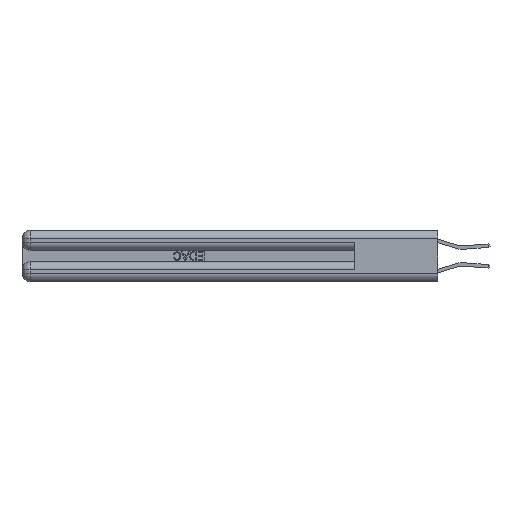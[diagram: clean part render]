
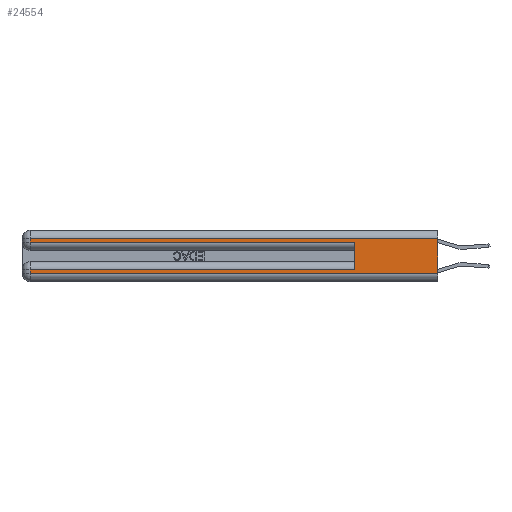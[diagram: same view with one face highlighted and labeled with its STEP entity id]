
A CAD part, left-side view. The second image highlights one B-rep face of the part: STEP entity #24554.
In plain terms, the highlighted planar face has unit normal (-1, 0, 0).
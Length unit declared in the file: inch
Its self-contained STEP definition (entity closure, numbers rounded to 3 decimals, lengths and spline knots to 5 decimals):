
#719 = EDGE_CURVE ( 'NONE', #9292, #6961, #23223, .T. ) ;
#779 = VERTEX_POINT ( 'NONE', #17321 ) ;
#866 = VERTEX_POINT ( 'NONE', #7082 ) ;
#1188 = EDGE_CURVE ( 'NONE', #866, #23110, #20451, .T. ) ;
#2246 = VECTOR ( 'NONE', #13579, 39.37008 ) ;
#2260 = CARTESIAN_POINT ( 'NONE',  ( 0., 0., 0.06 ) ) ;
#3479 = VECTOR ( 'NONE', #17204, 39.37008 ) ;
#3504 = DIRECTION ( 'NONE',  ( 0., 0., -1. ) ) ;
#4031 = DIRECTION ( 'NONE',  ( 0., 1., 0. ) ) ;
#4483 = LINE ( 'NONE', #12626, #19562 ) ;
#4789 = VECTOR ( 'NONE', #6376, 39.37008 ) ;
#5642 = CARTESIAN_POINT ( 'NONE',  ( 0., 2.94, 0.285 ) ) ;
#5756 = ORIENTED_EDGE ( 'NONE', *, *, #29726, .T. ) ;
#6162 = CARTESIAN_POINT ( 'NONE',  ( 0., 2.94, 0.37 ) ) ;
#6376 = DIRECTION ( 'NONE',  ( 0., 0., -1. ) ) ;
#6603 = DIRECTION ( 'NONE',  ( 0., 0., -1. ) ) ;
#6961 = VERTEX_POINT ( 'NONE', #12719 ) ;
#7082 = CARTESIAN_POINT ( 'NONE',  ( 0., 0., 0.31 ) ) ;
#7164 = AXIS2_PLACEMENT_3D ( 'NONE', #12646, #22492, #17837 ) ;
#7685 = ORIENTED_EDGE ( 'NONE', *, *, #22326, .T. ) ;
#9292 = VERTEX_POINT ( 'NONE', #24781 ) ;
#11818 = EDGE_CURVE ( 'NONE', #9292, #779, #17500, .T. ) ;
#12094 = LINE ( 'NONE', #25686, #27488 ) ;
#12330 = VERTEX_POINT ( 'NONE', #5642 ) ;
#12613 = ORIENTED_EDGE ( 'NONE', *, *, #1188, .T. ) ;
#12626 = CARTESIAN_POINT ( 'NONE',  ( 0., 0., 0.06 ) ) ;
#12646 = CARTESIAN_POINT ( 'NONE',  ( 0., 0., 0.37 ) ) ;
#12719 = CARTESIAN_POINT ( 'NONE',  ( 0., 0.6, 0.285 ) ) ;
#13540 = CARTESIAN_POINT ( 'NONE',  ( 0., 2.94, 0.37 ) ) ;
#13579 = DIRECTION ( 'NONE',  ( 0., 1., 0. ) ) ;
#13974 = CARTESIAN_POINT ( 'NONE',  ( 0., 0., 0.085 ) ) ;
#13980 = CARTESIAN_POINT ( 'NONE',  ( 0., 0., 0.285 ) ) ;
#15003 = CARTESIAN_POINT ( 'NONE',  ( 0., 0.6, 0.145 ) ) ;
#15087 = DIRECTION ( 'NONE',  ( 0., -1., 0. ) ) ;
#15280 = VERTEX_POINT ( 'NONE', #23959 ) ;
#15329 = PLANE ( 'NONE',  #7164 ) ;
#16624 = EDGE_CURVE ( 'NONE', #779, #15280, #31680, .T. ) ;
#17204 = DIRECTION ( 'NONE',  ( 0., 0., 1. ) ) ;
#17321 = CARTESIAN_POINT ( 'NONE',  ( 0., 2.94, 0.085 ) ) ;
#17500 = LINE ( 'NONE', #13974, #25789 ) ;
#17837 = DIRECTION ( 'NONE',  ( 0., 0., -1. ) ) ;
#19135 = VECTOR ( 'NONE', #6603, 39.37008 ) ;
#19332 = ORIENTED_EDGE ( 'NONE', *, *, #30252, .T. ) ;
#19562 = VECTOR ( 'NONE', #15087, 39.37008 ) ;
#19636 = EDGE_CURVE ( 'NONE', #866, #20921, #12094, .T. ) ;
#19664 = ORIENTED_EDGE ( 'NONE', *, *, #16624, .T. ) ;
#20451 = LINE ( 'NONE', #23858, #2246 ) ;
#20921 = VERTEX_POINT ( 'NONE', #2260 ) ;
#20976 = FACE_OUTER_BOUND ( 'NONE', #21403, .T. ) ;
#21403 = EDGE_LOOP ( 'NONE', ( #26642, #12613, #19332, #7685, #26162, #32245, #19664, #5756 ) ) ;
#21629 = DIRECTION ( 'NONE',  ( 0., -1., 0. ) ) ;
#22326 = EDGE_CURVE ( 'NONE', #12330, #6961, #32535, .T. ) ;
#22418 = CARTESIAN_POINT ( 'NONE',  ( 0., 2.94, 0.31 ) ) ;
#22492 = DIRECTION ( 'NONE',  ( 1., 0., 0. ) ) ;
#23110 = VERTEX_POINT ( 'NONE', #22418 ) ;
#23223 = LINE ( 'NONE', #15003, #3479 ) ;
#23858 = CARTESIAN_POINT ( 'NONE',  ( 0., 0., 0.31 ) ) ;
#23959 = CARTESIAN_POINT ( 'NONE',  ( 0., 2.94, 0.06 ) ) ;
#24554 = ADVANCED_FACE ( 'NONE', ( #20976 ), #15329, .F. ) ;
#24781 = CARTESIAN_POINT ( 'NONE',  ( 0., 0.6, 0.085 ) ) ;
#25396 = LINE ( 'NONE', #13540, #19135 ) ;
#25686 = CARTESIAN_POINT ( 'NONE',  ( 0., 0., 0.37 ) ) ;
#25789 = VECTOR ( 'NONE', #4031, 39.37008 ) ;
#26162 = ORIENTED_EDGE ( 'NONE', *, *, #719, .F. ) ;
#26601 = VECTOR ( 'NONE', #21629, 39.37008 ) ;
#26642 = ORIENTED_EDGE ( 'NONE', *, *, #19636, .F. ) ;
#27488 = VECTOR ( 'NONE', #3504, 39.37008 ) ;
#29726 = EDGE_CURVE ( 'NONE', #15280, #20921, #4483, .T. ) ;
#30252 = EDGE_CURVE ( 'NONE', #23110, #12330, #25396, .T. ) ;
#31680 = LINE ( 'NONE', #6162, #4789 ) ;
#32245 = ORIENTED_EDGE ( 'NONE', *, *, #11818, .T. ) ;
#32535 = LINE ( 'NONE', #13980, #26601 ) ;
